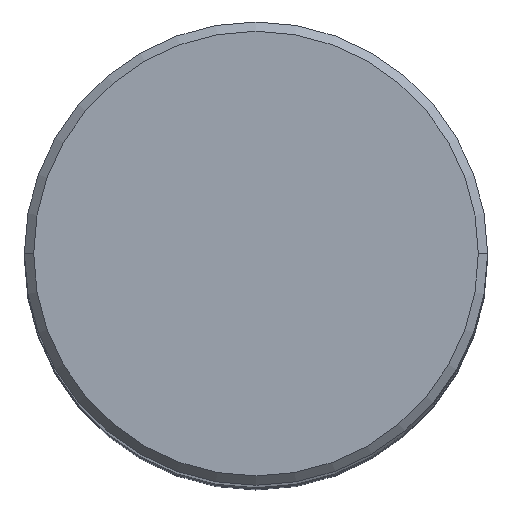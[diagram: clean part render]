
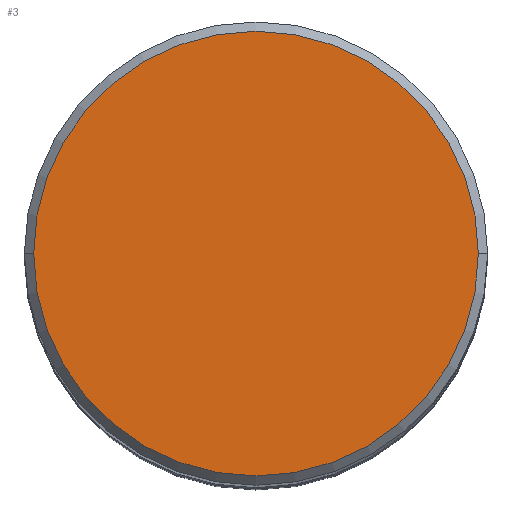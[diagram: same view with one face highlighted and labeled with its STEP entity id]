
A CAD part, top view. The second image highlights one B-rep face of the part: STEP entity #3.
In plain terms, the highlighted planar face has unit normal (0, 0, 1).
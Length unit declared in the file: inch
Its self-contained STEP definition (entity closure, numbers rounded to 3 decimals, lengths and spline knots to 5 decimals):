
#3 = ADVANCED_FACE ( 'NONE', ( #78 ), #238, .F. ) ;
#39 = CARTESIAN_POINT ( 'NONE',  ( 0., 0., 0. ) ) ;
#64 = EDGE_CURVE ( 'NONE', #392, #207, #144, .T. ) ;
#78 = FACE_OUTER_BOUND ( 'NONE', #344, .T. ) ;
#115 = AXIS2_PLACEMENT_3D ( 'NONE', #528, #180, #357 ) ;
#144 = CIRCLE ( 'NONE', #214, 0.48 ) ;
#177 = DIRECTION ( 'NONE',  ( 0., 0., 1. ) ) ;
#180 = DIRECTION ( 'NONE',  ( 0., 0., -1. ) ) ;
#186 = CIRCLE ( 'NONE', #228, 0.48 ) ;
#207 = VERTEX_POINT ( 'NONE', #260 ) ;
#214 = AXIS2_PLACEMENT_3D ( 'NONE', #411, #374, #539 ) ;
#228 = AXIS2_PLACEMENT_3D ( 'NONE', #39, #177, #432 ) ;
#238 = PLANE ( 'NONE',  #115 ) ;
#256 = EDGE_CURVE ( 'NONE', #207, #392, #186, .T. ) ;
#260 = CARTESIAN_POINT ( 'NONE',  ( -0.48, 0., 0. ) ) ;
#344 = EDGE_LOOP ( 'NONE', ( #371, #549 ) ) ;
#357 = DIRECTION ( 'NONE',  ( -1., 0., 0. ) ) ;
#371 = ORIENTED_EDGE ( 'NONE', *, *, #256, .T. ) ;
#374 = DIRECTION ( 'NONE',  ( 0., 0., 1. ) ) ;
#392 = VERTEX_POINT ( 'NONE', #555 ) ;
#411 = CARTESIAN_POINT ( 'NONE',  ( 0., 0., 0. ) ) ;
#432 = DIRECTION ( 'NONE',  ( 1., 0., 0. ) ) ;
#528 = CARTESIAN_POINT ( 'NONE',  ( 0., 0.48, 0. ) ) ;
#539 = DIRECTION ( 'NONE',  ( 1., 0., 0. ) ) ;
#549 = ORIENTED_EDGE ( 'NONE', *, *, #64, .T. ) ;
#555 = CARTESIAN_POINT ( 'NONE',  ( 0.48, 0., 0. ) ) ;
